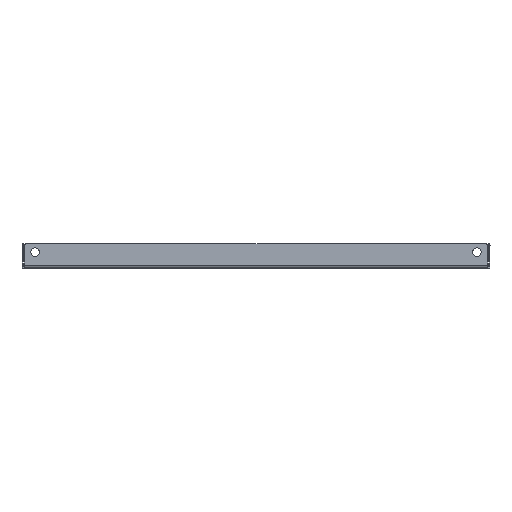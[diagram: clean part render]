
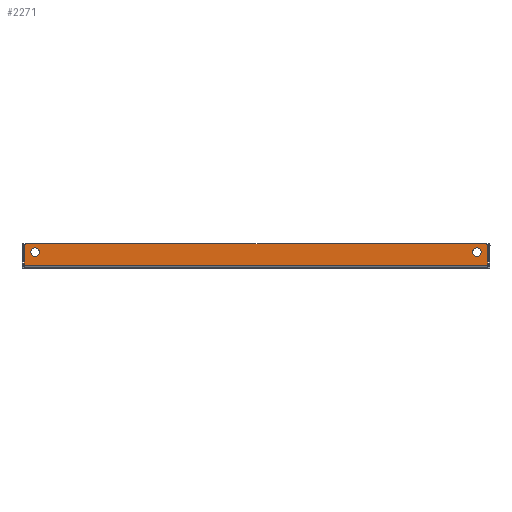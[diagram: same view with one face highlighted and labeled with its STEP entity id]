
A CAD part, front view. The second image highlights one B-rep face of the part: STEP entity #2271.
In plain terms, the highlighted planar face has unit normal (0, -1, 0).
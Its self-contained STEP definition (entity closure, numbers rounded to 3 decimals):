
#51=FACE_BOUND('',#389,.T.);
#52=FACE_BOUND('',#390,.T.);
#112=PLANE('',#2527);
#233=FACE_OUTER_BOUND('',#388,.T.);
#388=EDGE_LOOP('',(#2064,#2065,#2066,#2067,#2068,#2069));
#389=EDGE_LOOP('',(#2070));
#390=EDGE_LOOP('',(#2071));
#401=LINE('',#3244,#606);
#547=LINE('',#3713,#752);
#596=LINE('',#3857,#801);
#599=LINE('',#3867,#804);
#606=VECTOR('',#2551,10.);
#752=VECTOR('',#2971,1.49);
#801=VECTOR('',#3190,10.);
#804=VECTOR('',#3207,10.);
#807=CIRCLE('',#2294,1.);
#898=CIRCLE('',#2432,1.);
#903=CIRCLE('',#2454,3.);
#904=CIRCLE('',#2456,3.);
#925=VERTEX_POINT('',#3231);
#926=VERTEX_POINT('',#3232);
#930=VERTEX_POINT('',#3242);
#1114=VERTEX_POINT('',#3706);
#1115=VERTEX_POINT('',#3707);
#1116=VERTEX_POINT('',#3712);
#1121=VERTEX_POINT('',#3754);
#1122=VERTEX_POINT('',#3758);
#1127=EDGE_CURVE('',#925,#926,#807,.T.);
#1133=EDGE_CURVE('',#925,#930,#401,.T.);
#1366=EDGE_CURVE('',#1114,#1115,#898,.T.);
#1369=EDGE_CURVE('',#1116,#1115,#547,.T.);
#1390=EDGE_CURVE('',#1121,#1121,#903,.T.);
#1392=EDGE_CURVE('',#1122,#1122,#904,.T.);
#1440=EDGE_CURVE('',#930,#1116,#596,.T.);
#1447=EDGE_CURVE('',#1114,#926,#599,.T.);
#2064=ORIENTED_EDGE('',*,*,#1127,.F.);
#2065=ORIENTED_EDGE('',*,*,#1133,.T.);
#2066=ORIENTED_EDGE('',*,*,#1440,.T.);
#2067=ORIENTED_EDGE('',*,*,#1369,.T.);
#2068=ORIENTED_EDGE('',*,*,#1366,.F.);
#2069=ORIENTED_EDGE('',*,*,#1447,.T.);
#2070=ORIENTED_EDGE('',*,*,#1390,.T.);
#2071=ORIENTED_EDGE('',*,*,#1392,.T.);
#2271=ADVANCED_FACE('',(#233,#51,#52),#112,.T.);
#2294=AXIS2_PLACEMENT_3D('',#3233,#2541,#2542);
#2432=AXIS2_PLACEMENT_3D('',#3708,#2965,#2966);
#2454=AXIS2_PLACEMENT_3D('',#3755,#3028,#3029);
#2456=AXIS2_PLACEMENT_3D('',#3759,#3033,#3034);
#2527=AXIS2_PLACEMENT_3D('',#3869,#3210,#3211);
#2541=DIRECTION('center_axis',(0.,1.,0.));
#2542=DIRECTION('ref_axis',(-0.707,0.,0.707));
#2551=DIRECTION('',(0.,0.,-1.));
#2965=DIRECTION('center_axis',(0.,1.,0.));
#2966=DIRECTION('ref_axis',(0.707,0.,0.707));
#2971=DIRECTION('',(0.,0.,1.));
#3028=DIRECTION('center_axis',(0.,1.,0.));
#3029=DIRECTION('ref_axis',(1.,0.,0.));
#3033=DIRECTION('center_axis',(0.,1.,0.));
#3034=DIRECTION('ref_axis',(1.,0.,0.));
#3190=DIRECTION('',(1.,0.,0.));
#3207=DIRECTION('',(-1.,0.,0.));
#3210=DIRECTION('center_axis',(0.,-1.,0.));
#3211=DIRECTION('ref_axis',(-1.,0.,0.));
#3231=CARTESIAN_POINT('',(-7.219,-12.8,4.686));
#3232=CARTESIAN_POINT('',(-6.219,-12.8,5.686));
#3233=CARTESIAN_POINT('Origin',(-6.219,-12.8,4.686));
#3242=CARTESIAN_POINT('',(-7.219,-12.8,-9.057));
#3244=CARTESIAN_POINT('',(-7.219,-12.8,-9.057));
#3706=CARTESIAN_POINT('',(315.781,-12.8,5.686));
#3707=CARTESIAN_POINT('',(316.781,-12.8,4.686));
#3708=CARTESIAN_POINT('Origin',(315.781,-12.8,4.686));
#3712=CARTESIAN_POINT('',(316.781,-12.8,-9.057));
#3713=CARTESIAN_POINT('',(316.781,-12.8,-13.739));
#3754=CARTESIAN_POINT('',(-2.677,-12.8,-0.043));
#3755=CARTESIAN_POINT('Origin',(0.323,-12.8,-0.043));
#3758=CARTESIAN_POINT('',(306.24,-12.8,-0.043));
#3759=CARTESIAN_POINT('Origin',(309.24,-12.8,-0.043));
#3857=CARTESIAN_POINT('',(154.781,-12.8,-9.057));
#3867=CARTESIAN_POINT('',(-7.219,-12.8,5.686));
#3869=CARTESIAN_POINT('Origin',(154.781,-12.8,-2.856));
